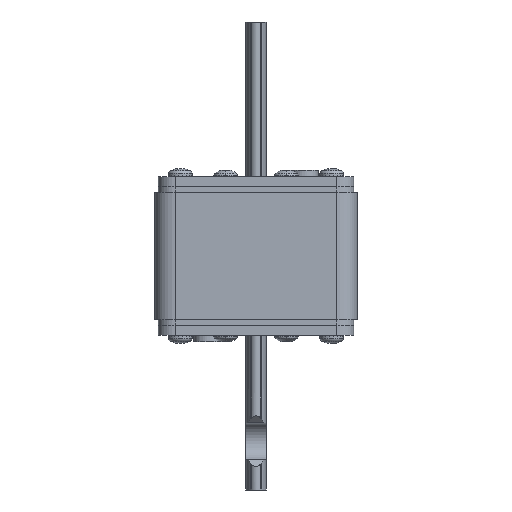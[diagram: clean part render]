
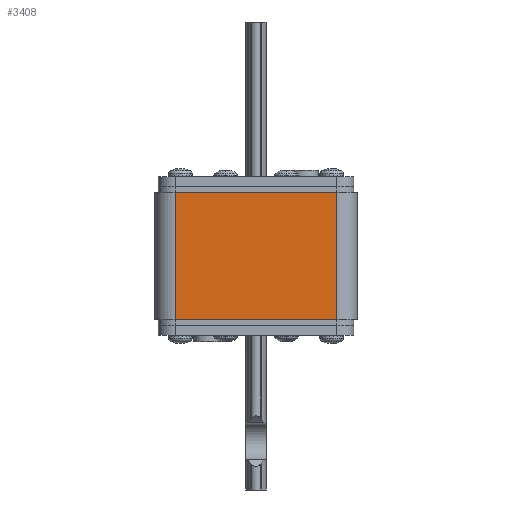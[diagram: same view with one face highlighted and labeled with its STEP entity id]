
A CAD part, left-side view. The second image highlights one B-rep face of the part: STEP entity #3408.
In plain terms, the highlighted planar face has unit normal (-1, 0, 0).
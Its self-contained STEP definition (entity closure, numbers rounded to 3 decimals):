
#469=DIRECTION('',(0.,0.,1.));
#470=VECTOR('',#469,38.);
#471=CARTESIAN_POINT('',(-30.,-24.,-19.));
#472=LINE('',#471,#470);
#483=DIRECTION('',(0.,1.,0.));
#484=VECTOR('',#483,48.);
#485=CARTESIAN_POINT('',(-30.,-24.,-19.));
#486=LINE('',#485,#484);
#497=DIRECTION('',(0.,0.,-1.));
#498=VECTOR('',#497,38.);
#499=CARTESIAN_POINT('',(-30.,24.,19.));
#500=LINE('',#499,#498);
#549=DIRECTION('',(0.,1.,0.));
#550=VECTOR('',#549,48.);
#551=CARTESIAN_POINT('',(-30.,-24.,19.));
#552=LINE('',#551,#550);
#2734=CARTESIAN_POINT('',(-30.,24.,-19.));
#2735=VERTEX_POINT('',#2734);
#2736=CARTESIAN_POINT('',(-30.,-24.,-19.));
#2737=VERTEX_POINT('',#2736);
#2814=CARTESIAN_POINT('',(-30.,-24.,19.));
#2815=VERTEX_POINT('',#2814);
#2816=CARTESIAN_POINT('',(-30.,24.,19.));
#2817=VERTEX_POINT('',#2816);
#3395=CARTESIAN_POINT('',(-30.,30.,-19.));
#3396=DIRECTION('',(-1.,0.,0.));
#3397=DIRECTION('',(0.,-1.,0.));
#3398=AXIS2_PLACEMENT_3D('',#3395,#3396,#3397);
#3399=PLANE('',#3398);
#3401=ORIENTED_EDGE('',*,*,#3400,.F.);
#3403=ORIENTED_EDGE('',*,*,#3402,.F.);
#3404=ORIENTED_EDGE('',*,*,#3387,.F.);
#3405=ORIENTED_EDGE('',*,*,#3195,.T.);
#3406=EDGE_LOOP('',(#3401,#3403,#3404,#3405));
#3407=FACE_OUTER_BOUND('',#3406,.F.);
#3195=EDGE_CURVE('',#2737,#2735,#486,.T.);
#3387=EDGE_CURVE('',#2737,#2815,#472,.T.);
#3400=EDGE_CURVE('',#2817,#2735,#500,.T.);
#3402=EDGE_CURVE('',#2815,#2817,#552,.T.);
#3408=ADVANCED_FACE('',(#3407),#3399,.T.);
